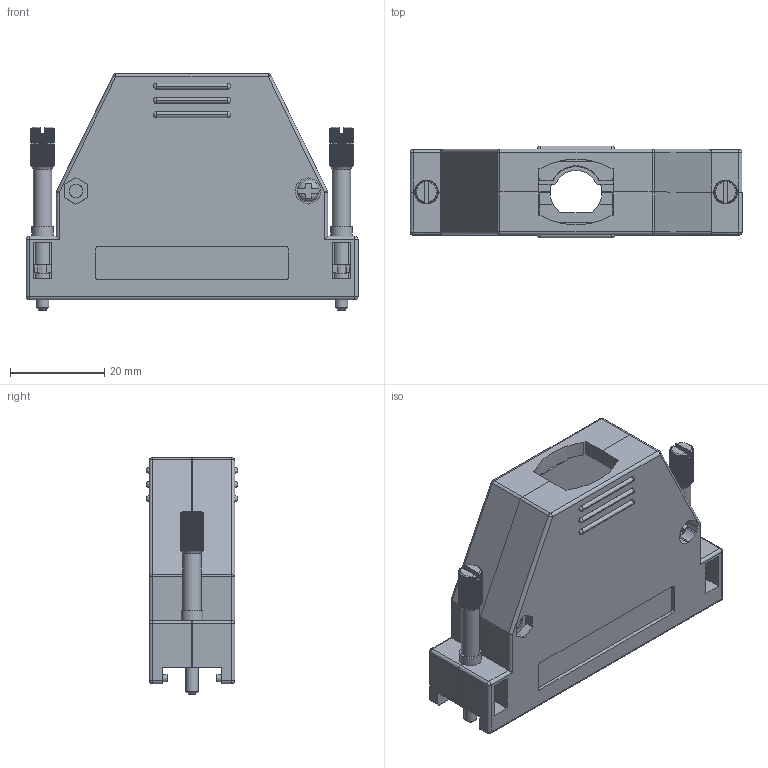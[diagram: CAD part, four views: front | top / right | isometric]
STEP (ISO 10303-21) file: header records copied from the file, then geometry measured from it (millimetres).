
FILE_DESCRIPTION(/* description */ ('Unknown'),/* implementation_level */ '2;1');
FILE_NAME(/* name */ '61803725322',/* time_stamp */ '2022-08-03T17:20:52+02:00',/* author */ ('Unknown'),/* organization */ ('Unknown'),/* preprocessor_version */ 'ST-DEVELOPER v16.7',/* originating_system */ 'Solid Edge',/* authorisation */ 'Unknown');
FILE_SCHEMA (('AUTOMOTIVE_DESIGN {1 0 10303 214 3 1 1}'));
Length unit declared in the file: millimetre
Products named in the file (11): 6180xx25322; 61803725322; 61803725322_Housing 1; 61803725322_Housing 2; 6180xx25322_Boulon; 6180xx25322_Vis1; 6180xx25322_Vis2; 6180xx25322_PieceMetal; 6180xx25322_Vis1_mir4; 61803725322_SupportCable; 6180xx25322_Vis3
Assembly tree (14 placements, depth 3):
  6180xx25322
    61803725322
      61803725322_Housing 1
      61803725322_Housing 2
      6180xx25322_Boulon  x2
      6180xx25322_Vis1
      6180xx25322_Vis2  x2
      6180xx25322_PieceMetal  x2
      6180xx25322_Vis1_mir4
      61803725322_SupportCable
      6180xx25322_Vis3  x2
Bounding box: 70.5 x 19.5 x 50.2 mm (x, y, z)
Volume: 19058.2 mm3; surface area: 19648.8 mm2
Topology: 13 solids, 13 shells, 1148 faces, 3190 edges, 2092 vertices
Faces by surface type: plane 774, cylinder 330, torus 18, sphere 16, cone 8, bspline 2
Full cylindrical faces by diameter (mm): 2.65 x2, 2.74 x2, 2.75 x2, 2.85 x4, 2.898 x2, 3 x2, 3.3 x4, 3.77 x2, 3.8 x2, 3.9 x2, 4.5 x2, 4.6 x2, 4.69 x2, 5 x4
Entity records: 39685 total; most frequent: CARTESIAN_POINT 8687, ORIENTED_EDGE 5850, DIRECTION 4860, EDGE_CURVE 2925, VERTEX_POINT 1943, AXIS2_PLACEMENT_3D 1733, LINE 1394, VECTOR 1394
